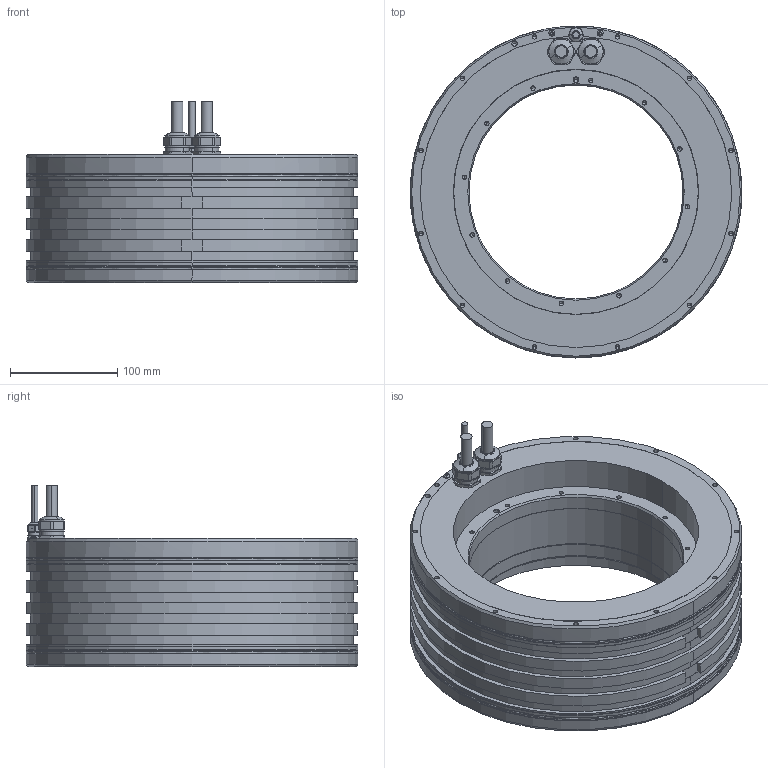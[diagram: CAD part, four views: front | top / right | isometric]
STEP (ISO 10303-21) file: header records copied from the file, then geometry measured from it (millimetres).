
FILE_DESCRIPTION((''),'2;1');
FILE_NAME('PRT0001','2016-06-14T',('ch5533'),(''),'PRO/ENGINEER BY PARAMETRIC TECHNOLOGY CORPORATION, 2014000','PRO/ENGINEER BY PARAMETRIC TECHNOLOGY CORPORATION, 2014000','');
FILE_SCHEMA(('CONFIG_CONTROL_DESIGN'));
Length unit declared in the file: millimetre
Products named in the file (1): PRT0001
Bounding box: 310 x 310 x 169.8 mm (x, y, z)
Volume: 4629606.9 mm3; surface area: 457154.3 mm2
Topology: 4 solids, 14 shells, 645 faces, 1548 edges, 910 vertices
Faces by surface type: cylinder 286, cone 170, plane 125, torus 52, revolution 8, sphere 4
Entity records: 23098 total; most frequent: CARTESIAN_POINT 3696, DIRECTION 3473, ORIENTED_EDGE 2892, EDGE_CURVE 1446, AXIS2_PLACEMENT_3D 1442, VERTEX_POINT 910, CIRCLE 805, EDGE_LOOP 752
